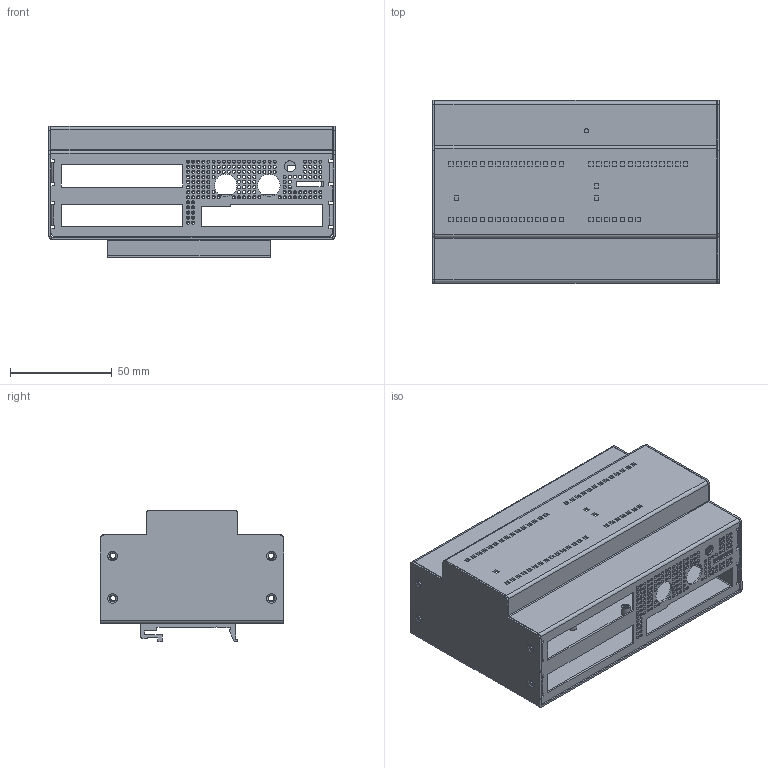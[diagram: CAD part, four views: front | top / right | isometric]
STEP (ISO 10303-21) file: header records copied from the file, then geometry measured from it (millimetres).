
FILE_DESCRIPTION(/* description */ (''),/* implementation_level */ '2;1');
FILE_NAME(/* name */ 'M267_Sestava krabičky v1.0.step',/* time_stamp */ '2021-08-31T09:23:52+02:00',/* author */ (''),/* organization */ (''),/* preprocessor_version */ 'ST-DEVELOPER v18.1',/* originating_system */ 'Autodesk Translation Framework v10.10.0.1391',/* authorisation */ '');
FILE_SCHEMA (('AUTOMOTIVE_DESIGN { 1 0 10303 214 3 1 1 }'));
Length unit declared in the file: millimetre
Products named in the file (5): M267_Sestava krabičky v1.0; M207-M267-507-527-567-577_SKELET_1.0; TR Fastenings Ltd-M2_5X5MM; DIN rail holder-80mm(EMKO); M267_KRYT_1.0
Assembly tree (7 placements, depth 3):
  M267_Sestava krabičky v1.0
    M207-M267-507-527-567-577_SKELET_1.0
      TR Fastenings Ltd-M2_5X5MM  x4
      DIN rail holder-80mm(EMKO)
    M267_KRYT_1.0
Bounding box: 140.62 x 90 x 64.43 mm (x, y, z)
Volume: 55387.6 mm3; surface area: 102116.2 mm2
Topology: 7 solids, 7 shells, 937 faces, 2601 edges, 1686 vertices
Faces by surface type: plane 496, cylinder 404, cone 21, bspline 16
Full cylindrical faces by diameter (mm): 1.5 x231, 2 x1, 2.075 x16, 2.58 x4, 2.7 x11, 3.2 x13, 3.76 x4, 4.11 x4, 4.2 x4, 5.4 x1, 11 x2
Entity records: 29548 total; most frequent: CARTESIAN_POINT 6097, ORIENTED_EDGE 4684, DIRECTION 4651, EDGE_CURVE 2342, LINE 1603, VECTOR 1603, AXIS2_PLACEMENT_3D 1524, VERTEX_POINT 1518
